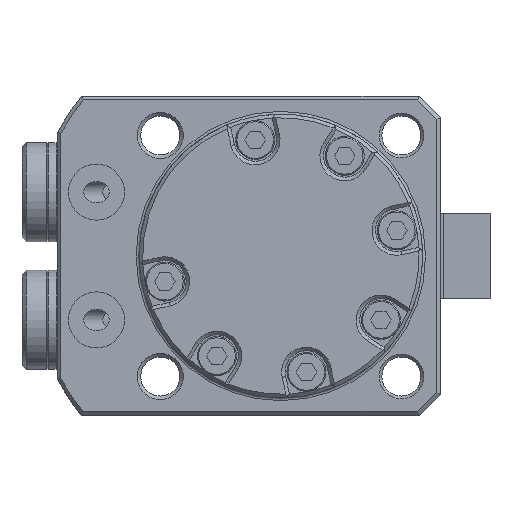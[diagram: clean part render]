
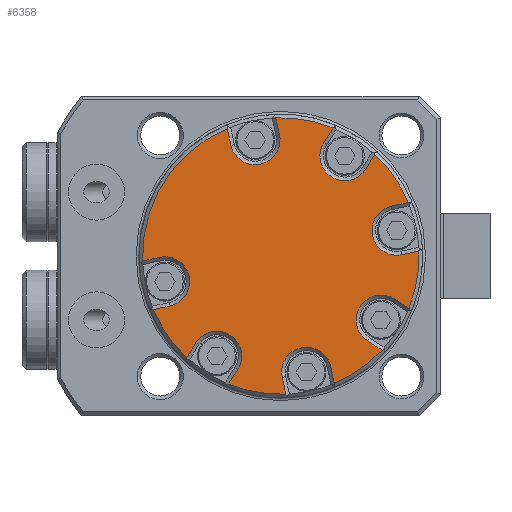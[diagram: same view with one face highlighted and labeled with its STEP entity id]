
A CAD part, front view. The second image highlights one B-rep face of the part: STEP entity #6358.
In plain terms, the highlighted face is planar.
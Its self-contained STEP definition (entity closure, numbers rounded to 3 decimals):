
#455=CIRCLE('',#7098,3.5);
#465=CIRCLE('',#7117,3.5);
#467=CIRCLE('',#7121,19.5);
#480=CIRCLE('',#7143,3.5);
#481=CIRCLE('',#7146,19.5);
#516=CIRCLE('',#7210,3.5);
#517=CIRCLE('',#7213,19.5);
#520=CIRCLE('',#7218,3.5);
#522=CIRCLE('',#7222,19.5);
#524=CIRCLE('',#7226,3.5);
#526=CIRCLE('',#7230,19.5);
#529=CIRCLE('',#7235,3.5);
#531=CIRCLE('',#7239,19.5);
#537=CIRCLE('',#7250,19.5);
#2154=ORIENTED_EDGE('',*,*,#3011,.T.);
#2155=ORIENTED_EDGE('',*,*,#3009,.T.);
#2156=ORIENTED_EDGE('',*,*,#3004,.T.);
#2157=ORIENTED_EDGE('',*,*,#3042,.T.);
#2158=ORIENTED_EDGE('',*,*,#3040,.T.);
#2159=ORIENTED_EDGE('',*,*,#3038,.T.);
#2160=ORIENTED_EDGE('',*,*,#3033,.T.);
#2161=ORIENTED_EDGE('',*,*,#3077,.T.);
#2162=ORIENTED_EDGE('',*,*,#3075,.T.);
#2163=ORIENTED_EDGE('',*,*,#3073,.T.);
#2164=ORIENTED_EDGE('',*,*,#3069,.T.);
#2165=ORIENTED_EDGE('',*,*,#3178,.T.);
#2166=ORIENTED_EDGE('',*,*,#3176,.T.);
#2167=ORIENTED_EDGE('',*,*,#3174,.T.);
#2168=ORIENTED_EDGE('',*,*,#3171,.T.);
#2169=ORIENTED_EDGE('',*,*,#3168,.T.);
#2170=ORIENTED_EDGE('',*,*,#3166,.T.);
#2171=ORIENTED_EDGE('',*,*,#3165,.T.);
#2172=ORIENTED_EDGE('',*,*,#3162,.T.);
#2173=ORIENTED_EDGE('',*,*,#3159,.T.);
#2174=ORIENTED_EDGE('',*,*,#3157,.T.);
#2175=ORIENTED_EDGE('',*,*,#3156,.T.);
#2176=ORIENTED_EDGE('',*,*,#3153,.T.);
#2177=ORIENTED_EDGE('',*,*,#3150,.T.);
#2178=ORIENTED_EDGE('',*,*,#3148,.T.);
#2179=ORIENTED_EDGE('',*,*,#3147,.T.);
#2180=ORIENTED_EDGE('',*,*,#3187,.T.);
#2181=ORIENTED_EDGE('',*,*,#3189,.T.);
#3004=EDGE_CURVE('',#3696,#3697,#4141,.T.);
#3009=EDGE_CURVE('',#3699,#3696,#455,.T.);
#3011=EDGE_CURVE('',#3701,#3699,#4146,.T.);
#3033=EDGE_CURVE('',#3716,#3717,#4159,.T.);
#3038=EDGE_CURVE('',#3719,#3716,#465,.T.);
#3040=EDGE_CURVE('',#3721,#3719,#4164,.T.);
#3042=EDGE_CURVE('',#3697,#3721,#467,.T.);
#3069=EDGE_CURVE('',#3740,#3741,#4180,.T.);
#3073=EDGE_CURVE('',#3742,#3740,#480,.T.);
#3075=EDGE_CURVE('',#3744,#3742,#4184,.T.);
#3077=EDGE_CURVE('',#3717,#3744,#481,.T.);
#3147=EDGE_CURVE('',#3795,#3796,#516,.T.);
#3148=EDGE_CURVE('',#3797,#3795,#4220,.T.);
#3150=EDGE_CURVE('',#3798,#3797,#517,.T.);
#3153=EDGE_CURVE('',#3799,#3798,#4221,.T.);
#3156=EDGE_CURVE('',#3800,#3799,#520,.T.);
#3157=EDGE_CURVE('',#3801,#3800,#4224,.T.);
#3159=EDGE_CURVE('',#3802,#3801,#522,.T.);
#3162=EDGE_CURVE('',#3803,#3802,#4225,.T.);
#3165=EDGE_CURVE('',#3804,#3803,#524,.T.);
#3166=EDGE_CURVE('',#3805,#3804,#4228,.T.);
#3168=EDGE_CURVE('',#3806,#3805,#526,.T.);
#3171=EDGE_CURVE('',#3807,#3806,#4229,.T.);
#3174=EDGE_CURVE('',#3808,#3807,#529,.T.);
#3176=EDGE_CURVE('',#3810,#3808,#4233,.T.);
#3178=EDGE_CURVE('',#3741,#3810,#531,.T.);
#3187=EDGE_CURVE('',#3796,#3815,#4237,.T.);
#3189=EDGE_CURVE('',#3815,#3701,#537,.T.);
#3696=VERTEX_POINT('',#11789);
#3697=VERTEX_POINT('',#11790);
#3699=VERTEX_POINT('',#11800);
#3701=VERTEX_POINT('',#11806);
#3716=VERTEX_POINT('',#11853);
#3717=VERTEX_POINT('',#11854);
#3719=VERTEX_POINT('',#11861);
#3721=VERTEX_POINT('',#11867);
#3740=VERTEX_POINT('',#11924);
#3741=VERTEX_POINT('',#11925);
#3742=VERTEX_POINT('',#11930);
#3744=VERTEX_POINT('',#11936);
#3795=VERTEX_POINT('',#12090);
#3796=VERTEX_POINT('',#12092);
#3797=VERTEX_POINT('',#12096);
#3798=VERTEX_POINT('',#12103);
#3799=VERTEX_POINT('',#12108);
#3800=VERTEX_POINT('',#12112);
#3801=VERTEX_POINT('',#12116);
#3802=VERTEX_POINT('',#12120);
#3803=VERTEX_POINT('',#12128);
#3804=VERTEX_POINT('',#12132);
#3805=VERTEX_POINT('',#12136);
#3806=VERTEX_POINT('',#12140);
#3807=VERTEX_POINT('',#12145);
#3808=VERTEX_POINT('',#12149);
#3810=VERTEX_POINT('',#12155);
#3815=VERTEX_POINT('',#12176);
#4141=LINE('',#11788,#4543);
#4146=LINE('',#11805,#4548);
#4159=LINE('',#11852,#4561);
#4164=LINE('',#11866,#4566);
#4180=LINE('',#11923,#4582);
#4184=LINE('',#11935,#4586);
#4220=LINE('',#12095,#4622);
#4221=LINE('',#12107,#4623);
#4224=LINE('',#12115,#4626);
#4225=LINE('',#12127,#4627);
#4228=LINE('',#12135,#4630);
#4229=LINE('',#12144,#4631);
#4233=LINE('',#12154,#4635);
#4237=LINE('',#12175,#4639);
#4543=VECTOR('',#8474,1000.);
#4548=VECTOR('',#8485,1000.);
#4561=VECTOR('',#8528,1000.);
#4566=VECTOR('',#8541,1000.);
#4582=VECTOR('',#8601,1000.);
#4586=VECTOR('',#8613,1000.);
#4622=VECTOR('',#8783,1000.);
#4623=VECTOR('',#8794,1000.);
#4626=VECTOR('',#8803,1000.);
#4627=VECTOR('',#8814,1000.);
#4630=VECTOR('',#8823,1000.);
#4631=VECTOR('',#8836,1000.);
#4635=VECTOR('',#8846,1000.);
#4639=VECTOR('',#8874,1000.);
#5179=EDGE_LOOP('',(#2154,#2155,#2156,#2157,#2158,#2159,#2160,#2161,#2162,
#2163,#2164,#2165,#2166,#2167,#2168,#2169,#2170,#2171,#2172,#2173,#2174,
#2175,#2176,#2177,#2178,#2179,#2180,#2181));
#5742=FACE_BOUND('',#5179,.T.);
#5992=PLANE('',#7249);
#6358=ADVANCED_FACE('',(#5742),#5992,.F.);
#7098=AXIS2_PLACEMENT_3D('',#11801,#8480,#8481);
#7117=AXIS2_PLACEMENT_3D('',#11862,#8536,#8537);
#7121=AXIS2_PLACEMENT_3D('',#11870,#8546,#8547);
#7143=AXIS2_PLACEMENT_3D('',#11931,#8608,#8609);
#7146=AXIS2_PLACEMENT_3D('',#11942,#8616,#8617);
#7210=AXIS2_PLACEMENT_3D('',#12093,#8779,#8780);
#7213=AXIS2_PLACEMENT_3D('',#12102,#8786,#8787);
#7218=AXIS2_PLACEMENT_3D('',#12113,#8799,#8800);
#7222=AXIS2_PLACEMENT_3D('',#12119,#8808,#8809);
#7226=AXIS2_PLACEMENT_3D('',#12133,#8819,#8820);
#7230=AXIS2_PLACEMENT_3D('',#12139,#8828,#8829);
#7235=AXIS2_PLACEMENT_3D('',#12150,#8841,#8842);
#7239=AXIS2_PLACEMENT_3D('',#12158,#8851,#8852);
#7249=AXIS2_PLACEMENT_3D('',#12181,#8875,#8876);
#7250=AXIS2_PLACEMENT_3D('',#12182,#8877,#8878);
#8474=DIRECTION('',(0.,-0.707,-0.707));
#8480=DIRECTION('',(-1.,0.,0.));
#8481=DIRECTION('',(0.,-0.707,0.707));
#8485=DIRECTION('',(0.,0.707,0.707));
#8528=DIRECTION('',(0.,0.,-1.));
#8536=DIRECTION('',(-1.,0.,0.));
#8537=DIRECTION('',(0.,-1.,0.));
#8541=DIRECTION('',(0.,0.,1.));
#8546=DIRECTION('',(1.,0.,0.));
#8547=DIRECTION('',(0.,-0.569,-0.823));
#8601=DIRECTION('',(0.,0.707,-0.707));
#8608=DIRECTION('',(-1.,0.,0.));
#8609=DIRECTION('',(0.,-0.707,-0.707));
#8613=DIRECTION('',(0.,-0.707,0.707));
#8616=DIRECTION('',(1.,0.,0.));
#8617=DIRECTION('',(0.,0.179,-0.984));
#8779=DIRECTION('',(-1.,0.,0.));
#8780=DIRECTION('',(0.,0.707,0.707));
#8783=DIRECTION('',(0.,0.707,-0.707));
#8786=DIRECTION('',(1.,0.,0.));
#8787=DIRECTION('',(0.,-0.179,0.984));
#8794=DIRECTION('',(0.,0.,1.));
#8799=DIRECTION('',(-1.,0.,0.));
#8800=DIRECTION('',(0.,1.,0.));
#8803=DIRECTION('',(0.,0.,-1.));
#8808=DIRECTION('',(1.,0.,0.));
#8809=DIRECTION('',(0.,0.569,0.823));
#8814=DIRECTION('',(0.,0.707,0.707));
#8819=DIRECTION('',(-1.,0.,0.));
#8820=DIRECTION('',(0.,0.707,-0.707));
#8823=DIRECTION('',(0.,-0.707,-0.707));
#8828=DIRECTION('',(1.,0.,0.));
#8829=DIRECTION('',(0.,0.984,0.179));
#8836=DIRECTION('',(0.,1.,0.));
#8841=DIRECTION('',(-1.,0.,0.));
#8842=DIRECTION('',(0.,0.,-1.));
#8846=DIRECTION('',(0.,-1.,0.));
#8851=DIRECTION('',(1.,0.,0.));
#8852=DIRECTION('',(0.,0.823,-0.569));
#8874=DIRECTION('',(0.,-0.707,0.707));
#8875=DIRECTION('',(-1.,0.,0.));
#8876=DIRECTION('',(0.,0.,1.));
#8877=DIRECTION('',(1.,0.,0.));
#8878=DIRECTION('',(0.,-0.823,0.569));
#11788=CARTESIAN_POINT('',(8.5,-9.369,-14.319));
#11789=CARTESIAN_POINT('',(8.5,-9.369,-14.319));
#11790=CARTESIAN_POINT('',(8.5,-11.09,-16.04));
#11800=CARTESIAN_POINT('',(8.5,-14.319,-9.369));
#11801=CARTESIAN_POINT('',(8.5,-11.844,-11.844));
#11805=CARTESIAN_POINT('',(8.5,-16.039,-11.09));
#11806=CARTESIAN_POINT('',(8.5,-16.04,-11.09));
#11852=CARTESIAN_POINT('',(8.5,3.5,-16.75));
#11853=CARTESIAN_POINT('',(8.5,3.5,-16.75));
#11854=CARTESIAN_POINT('',(8.5,3.5,-19.183));
#11861=CARTESIAN_POINT('',(8.5,-3.5,-16.75));
#11862=CARTESIAN_POINT('',(8.5,0.,-16.75));
#11866=CARTESIAN_POINT('',(8.5,-3.5,-19.183));
#11867=CARTESIAN_POINT('',(8.5,-3.5,-19.183));
#11870=CARTESIAN_POINT('',(8.5,0.,0.));
#11923=CARTESIAN_POINT('',(8.5,14.319,-9.369));
#11924=CARTESIAN_POINT('',(8.5,14.319,-9.369));
#11925=CARTESIAN_POINT('',(8.5,16.04,-11.09));
#11930=CARTESIAN_POINT('',(8.5,9.369,-14.319));
#11931=CARTESIAN_POINT('',(8.5,11.844,-11.844));
#11935=CARTESIAN_POINT('',(8.5,11.09,-16.039));
#11936=CARTESIAN_POINT('',(8.5,11.09,-16.04));
#11942=CARTESIAN_POINT('',(8.5,0.,0.));
#12090=CARTESIAN_POINT('',(8.5,-9.369,14.319));
#12092=CARTESIAN_POINT('',(8.5,-14.319,9.369));
#12093=CARTESIAN_POINT('',(8.5,-11.844,11.844));
#12095=CARTESIAN_POINT('',(8.5,-11.09,16.039));
#12096=CARTESIAN_POINT('',(8.5,-11.09,16.04));
#12102=CARTESIAN_POINT('',(8.5,0.,0.));
#12103=CARTESIAN_POINT('',(8.5,-3.5,19.183));
#12107=CARTESIAN_POINT('',(8.5,-3.5,16.75));
#12108=CARTESIAN_POINT('',(8.5,-3.5,16.75));
#12112=CARTESIAN_POINT('',(8.5,3.5,16.75));
#12113=CARTESIAN_POINT('',(8.5,0.,16.75));
#12115=CARTESIAN_POINT('',(8.5,3.5,19.183));
#12116=CARTESIAN_POINT('',(8.5,3.5,19.183));
#12119=CARTESIAN_POINT('',(8.5,0.,0.));
#12120=CARTESIAN_POINT('',(8.5,11.09,16.04));
#12127=CARTESIAN_POINT('',(8.5,9.369,14.319));
#12128=CARTESIAN_POINT('',(8.5,9.369,14.319));
#12132=CARTESIAN_POINT('',(8.5,14.319,9.369));
#12133=CARTESIAN_POINT('',(8.5,11.844,11.844));
#12135=CARTESIAN_POINT('',(8.5,16.04,11.09));
#12136=CARTESIAN_POINT('',(8.5,16.04,11.09));
#12139=CARTESIAN_POINT('',(8.5,0.,0.));
#12140=CARTESIAN_POINT('',(8.5,19.183,3.5));
#12144=CARTESIAN_POINT('',(8.5,16.75,3.5));
#12145=CARTESIAN_POINT('',(8.5,16.75,3.5));
#12149=CARTESIAN_POINT('',(8.5,16.75,-3.5));
#12150=CARTESIAN_POINT('',(8.5,16.75,0.));
#12154=CARTESIAN_POINT('',(8.5,19.183,-3.5));
#12155=CARTESIAN_POINT('',(8.5,19.183,-3.5));
#12158=CARTESIAN_POINT('',(8.5,0.,0.));
#12175=CARTESIAN_POINT('',(8.5,-14.319,9.369));
#12176=CARTESIAN_POINT('',(8.5,-16.04,11.09));
#12181=CARTESIAN_POINT('',(8.5,19.9,0.));
#12182=CARTESIAN_POINT('',(8.5,0.,0.));
